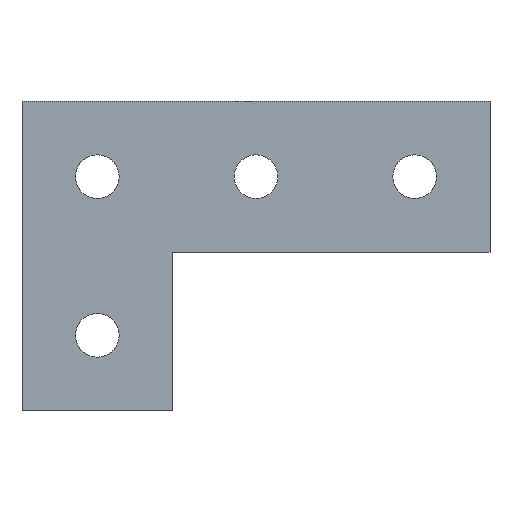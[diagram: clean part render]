
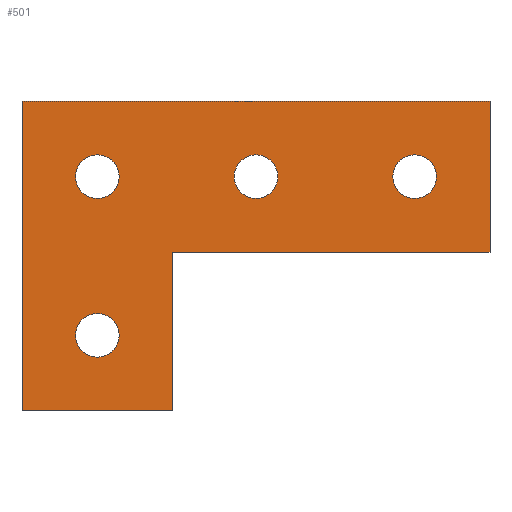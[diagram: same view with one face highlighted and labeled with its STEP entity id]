
A CAD part, top view. The second image highlights one B-rep face of the part: STEP entity #501.
In plain terms, the highlighted planar face has unit normal (0, 0, 1).
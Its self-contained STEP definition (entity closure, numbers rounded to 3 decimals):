
#105=CARTESIAN_POINT('',(24.5,-19.0,4.0));
#106=VERTEX_POINT('',#105);
#107=CARTESIAN_POINT('',(19.,-19.0,4.));
#108=DIRECTION('',(0.0,0.0,-1.0));
#109=DIRECTION('',(1.0,0.0,0.0));
#110=AXIS2_PLACEMENT_3D('',#107,#108,#109);
#111=CIRCLE('',#110,5.5);
#112=EDGE_CURVE('',#106,#106,#111,.T.);
#154=CARTESIAN_POINT('',(24.5,-59.0,4.0));
#155=VERTEX_POINT('',#154);
#156=CARTESIAN_POINT('',(19.,-59.0,4.));
#157=DIRECTION('',(0.0,0.0,-1.0));
#158=DIRECTION('',(1.0,0.0,0.0));
#159=AXIS2_PLACEMENT_3D('',#156,#157,#158);
#160=CIRCLE('',#159,5.5);
#161=EDGE_CURVE('',#155,#155,#160,.T.);
#203=CARTESIAN_POINT('',(64.5,-19.,4.0));
#204=VERTEX_POINT('',#203);
#205=CARTESIAN_POINT('',(59.0,-19.,4.));
#206=DIRECTION('',(0.0,0.0,-1.0));
#207=DIRECTION('',(1.0,0.0,0.0));
#208=AXIS2_PLACEMENT_3D('',#205,#206,#207);
#209=CIRCLE('',#208,5.5);
#210=EDGE_CURVE('',#204,#204,#209,.T.);
#252=CARTESIAN_POINT('',(104.5,-19.,4.0));
#253=VERTEX_POINT('',#252);
#254=CARTESIAN_POINT('',(99.0,-19.,4.));
#255=DIRECTION('',(0.0,0.0,-1.0));
#256=DIRECTION('',(1.0,0.0,0.0));
#257=AXIS2_PLACEMENT_3D('',#254,#255,#256);
#258=CIRCLE('',#257,5.5);
#259=EDGE_CURVE('',#253,#253,#258,.T.);
#269=CARTESIAN_POINT('',(0.0,0.0,4.0));
#270=VERTEX_POINT('',#269);
#271=CARTESIAN_POINT('',(118.0,0.,4.0));
#272=VERTEX_POINT('',#271);
#273=CARTESIAN_POINT('',(0.0,0.0,4.0));
#274=DIRECTION('',(1.0,0.0,0.0));
#275=VECTOR('',#274,118.0);
#276=LINE('',#273,#275);
#277=EDGE_CURVE('',#270,#272,#276,.T.);
#309=CARTESIAN_POINT('',(118.0,-38.,4.0));
#310=VERTEX_POINT('',#309);
#311=CARTESIAN_POINT('',(118.0,0.,4.0));
#312=DIRECTION('',(0.0,-1.0,0.0));
#313=VECTOR('',#312,38.0);
#314=LINE('',#311,#313);
#315=EDGE_CURVE('',#272,#310,#314,.T.);
#340=CARTESIAN_POINT('',(38.0,-38.,4.0));
#341=VERTEX_POINT('',#340);
#342=CARTESIAN_POINT('',(118.0,-38.0,4.0));
#343=DIRECTION('',(-1.0,0.0,0.0));
#344=VECTOR('',#343,80.0);
#345=LINE('',#342,#344);
#346=EDGE_CURVE('',#310,#341,#345,.T.);
#371=CARTESIAN_POINT('',(38.0,-78.0,4.0));
#372=VERTEX_POINT('',#371);
#373=CARTESIAN_POINT('',(38.,-38.,4.0));
#374=DIRECTION('',(0.0,-1.0,0.0));
#375=VECTOR('',#374,40.);
#376=LINE('',#373,#375);
#377=EDGE_CURVE('',#341,#372,#376,.T.);
#402=CARTESIAN_POINT('',(0.0,-78.0,4.0));
#403=VERTEX_POINT('',#402);
#404=CARTESIAN_POINT('',(38.0,-78.,4.0));
#405=DIRECTION('',(-1.0,0.0,0.0));
#406=VECTOR('',#405,38.0);
#407=LINE('',#404,#406);
#408=EDGE_CURVE('',#372,#403,#407,.T.);
#433=CARTESIAN_POINT('',(0.0,-78.0,4.0));
#434=DIRECTION('',(0.0,1.0,0.0));
#435=VECTOR('',#434,78.0);
#436=LINE('',#433,#435);
#437=EDGE_CURVE('',#403,#270,#436,.T.);
#476=CARTESIAN_POINT('',(50.837,-30.837,4.0));
#477=DIRECTION('',(0.0,0.0,1.0));
#478=DIRECTION('',(1.0,0.0,0.0));
#479=AXIS2_PLACEMENT_3D('',#476,#477,#478);
#480=PLANE('',#479);
#481=ORIENTED_EDGE('',*,*,#277,.F.);
#482=ORIENTED_EDGE('',*,*,#437,.F.);
#483=ORIENTED_EDGE('',*,*,#408,.F.);
#484=ORIENTED_EDGE('',*,*,#377,.F.);
#485=ORIENTED_EDGE('',*,*,#346,.F.);
#486=ORIENTED_EDGE('',*,*,#315,.F.);
#487=EDGE_LOOP('',(#481,#482,#483,#484,#485,#486));
#488=FACE_OUTER_BOUND('',#487,.T.);
#489=ORIENTED_EDGE('',*,*,#112,.T.);
#490=EDGE_LOOP('',(#489));
#491=FACE_BOUND('',#490,.T.);
#492=ORIENTED_EDGE('',*,*,#161,.T.);
#493=EDGE_LOOP('',(#492));
#494=FACE_BOUND('',#493,.T.);
#495=ORIENTED_EDGE('',*,*,#210,.T.);
#496=EDGE_LOOP('',(#495));
#497=FACE_BOUND('',#496,.T.);
#498=ORIENTED_EDGE('',*,*,#259,.T.);
#499=EDGE_LOOP('',(#498));
#500=FACE_BOUND('',#499,.T.);
#501=ADVANCED_FACE('',(#488,#491,#494,#497,#500),#480,.T.);
